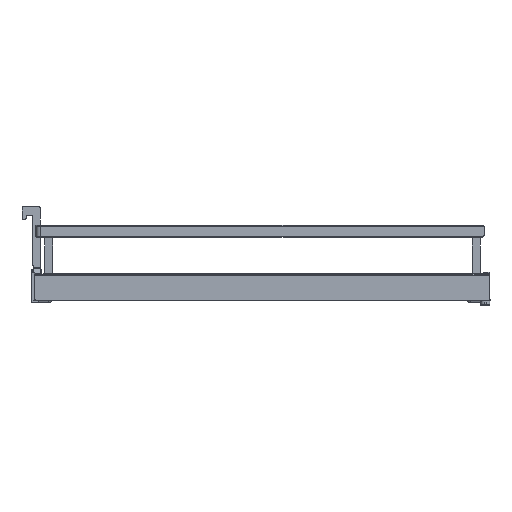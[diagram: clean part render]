
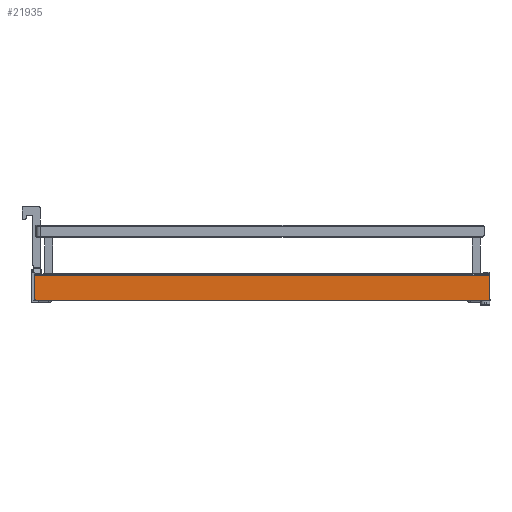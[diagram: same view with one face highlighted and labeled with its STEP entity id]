
A CAD part, left-side view. The second image highlights one B-rep face of the part: STEP entity #21935.
In plain terms, the highlighted planar face has unit normal (-1, 0, 0).
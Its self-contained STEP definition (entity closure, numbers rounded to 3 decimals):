
#1007=CIRCLE('',#23547,0.5);
#1009=CIRCLE('',#23551,0.5);
#1014=CIRCLE('',#23563,0.5);
#1021=CIRCLE('',#23580,0.5);
#2498=FACE_OUTER_BOUND('',#3710,.T.);
#3710=EDGE_LOOP('',(#18407,#18408,#18409,#18410,#18411,#18412,#18413,#18414,
#18415,#18416,#18417,#18418,#18419,#18420,#18421,#18422,#18423,#18424,#18425,
#18426,#18427,#18428));
#5495=LINE('',#60935,#7636);
#5603=LINE('',#61459,#7744);
#5612=LINE('',#61626,#7753);
#5613=LINE('',#61629,#7754);
#5617=LINE('',#61641,#7758);
#5622=LINE('',#61655,#7763);
#5644=LINE('',#61754,#7785);
#5647=LINE('',#61760,#7788);
#5651=LINE('',#61772,#7792);
#5685=LINE('',#62017,#7826);
#5721=LINE('',#62104,#7862);
#5723=LINE('',#62108,#7864);
#5739=LINE('',#62273,#7880);
#5761=LINE('',#62428,#7902);
#5783=LINE('',#62804,#7924);
#5784=LINE('',#62805,#7925);
#5785=LINE('',#62807,#7926);
#5786=LINE('',#62808,#7927);
#7636=VECTOR('',#28239,1.);
#7744=VECTOR('',#28501,1.);
#7753=VECTOR('',#28520,1.);
#7754=VECTOR('',#28523,1.);
#7758=VECTOR('',#28535,1.);
#7763=VECTOR('',#28548,1.);
#7785=VECTOR('',#28584,1.);
#7788=VECTOR('',#28589,1.);
#7792=VECTOR('',#28601,1.);
#7826=VECTOR('',#28677,1.);
#7862=VECTOR('',#28777,1.);
#7864=VECTOR('',#28781,1.);
#7880=VECTOR('',#28815,1.);
#7902=VECTOR('',#28849,1.);
#7924=VECTOR('',#28893,1.);
#7925=VECTOR('',#28894,1.);
#7926=VECTOR('',#28895,1.);
#7927=VECTOR('',#28896,1.);
#9572=VERTEX_POINT('',#60933);
#9573=VERTEX_POINT('',#60934);
#9647=VERTEX_POINT('',#61441);
#9648=VERTEX_POINT('',#61458);
#9660=VERTEX_POINT('',#61624);
#9661=VERTEX_POINT('',#61628);
#9663=VERTEX_POINT('',#61634);
#9665=VERTEX_POINT('',#61640);
#9667=VERTEX_POINT('',#61646);
#9669=VERTEX_POINT('',#61652);
#9691=VERTEX_POINT('',#61753);
#9693=VERTEX_POINT('',#61759);
#9695=VERTEX_POINT('',#61765);
#9697=VERTEX_POINT('',#61771);
#9727=VERTEX_POINT('',#61967);
#9734=VERTEX_POINT('',#62016);
#9753=VERTEX_POINT('',#62103);
#9754=VERTEX_POINT('',#62107);
#9764=VERTEX_POINT('',#62272);
#9795=VERTEX_POINT('',#62802);
#9796=VERTEX_POINT('',#62803);
#9797=VERTEX_POINT('',#62806);
#12318=EDGE_CURVE('',#9572,#9573,#5495,.T.);
#12455=EDGE_CURVE('',#9648,#9647,#5603,.T.);
#12471=EDGE_CURVE('',#9573,#9660,#5612,.T.);
#12472=EDGE_CURVE('',#9660,#9661,#5613,.T.);
#12475=EDGE_CURVE('',#9661,#9663,#1007,.T.);
#12478=EDGE_CURVE('',#9663,#9665,#5617,.T.);
#12481=EDGE_CURVE('',#9665,#9667,#1009,.T.);
#12485=EDGE_CURVE('',#9667,#9669,#5622,.T.);
#12510=EDGE_CURVE('',#9691,#9648,#5644,.T.);
#12513=EDGE_CURVE('',#9693,#9691,#5647,.T.);
#12516=EDGE_CURVE('',#9695,#9693,#1014,.T.);
#12519=EDGE_CURVE('',#9697,#9695,#5651,.T.);
#12559=EDGE_CURVE('',#9727,#9697,#1021,.T.);
#12570=EDGE_CURVE('',#9734,#9572,#5685,.T.);
#12614=EDGE_CURVE('',#9753,#9727,#5721,.T.);
#12616=EDGE_CURVE('',#9754,#9734,#5723,.T.);
#12637=EDGE_CURVE('',#9764,#9754,#5739,.T.);
#12662=EDGE_CURVE('',#9669,#9753,#5761,.T.);
#12695=EDGE_CURVE('',#9795,#9796,#5783,.T.);
#12696=EDGE_CURVE('',#9764,#9796,#5784,.T.);
#12697=EDGE_CURVE('',#9647,#9797,#5785,.T.);
#12698=EDGE_CURVE('',#9797,#9795,#5786,.T.);
#18407=ORIENTED_EDGE('',*,*,#12695,.T.);
#18408=ORIENTED_EDGE('',*,*,#12696,.F.);
#18409=ORIENTED_EDGE('',*,*,#12637,.T.);
#18410=ORIENTED_EDGE('',*,*,#12616,.T.);
#18411=ORIENTED_EDGE('',*,*,#12570,.T.);
#18412=ORIENTED_EDGE('',*,*,#12318,.T.);
#18413=ORIENTED_EDGE('',*,*,#12471,.T.);
#18414=ORIENTED_EDGE('',*,*,#12472,.T.);
#18415=ORIENTED_EDGE('',*,*,#12475,.T.);
#18416=ORIENTED_EDGE('',*,*,#12478,.T.);
#18417=ORIENTED_EDGE('',*,*,#12481,.T.);
#18418=ORIENTED_EDGE('',*,*,#12485,.T.);
#18419=ORIENTED_EDGE('',*,*,#12662,.T.);
#18420=ORIENTED_EDGE('',*,*,#12614,.T.);
#18421=ORIENTED_EDGE('',*,*,#12559,.T.);
#18422=ORIENTED_EDGE('',*,*,#12519,.T.);
#18423=ORIENTED_EDGE('',*,*,#12516,.T.);
#18424=ORIENTED_EDGE('',*,*,#12513,.T.);
#18425=ORIENTED_EDGE('',*,*,#12510,.T.);
#18426=ORIENTED_EDGE('',*,*,#12455,.T.);
#18427=ORIENTED_EDGE('',*,*,#12697,.T.);
#18428=ORIENTED_EDGE('',*,*,#12698,.T.);
#19553=PLANE('',#23645);
#21935=ADVANCED_FACE('',(#2498),#19553,.F.);
#23547=AXIS2_PLACEMENT_3D('',#61635,#28528,#28529);
#23551=AXIS2_PLACEMENT_3D('',#61647,#28540,#28541);
#23563=AXIS2_PLACEMENT_3D('',#61766,#28594,#28595);
#23580=AXIS2_PLACEMENT_3D('',#61968,#28658,#28659);
#23645=AXIS2_PLACEMENT_3D('',#62801,#28891,#28892);
#28239=DIRECTION('',(0.,0.,-1.));
#28501=DIRECTION('',(0.,0.,1.));
#28520=DIRECTION('',(0.,-0.323,-0.946));
#28523=DIRECTION('',(0.,-0.174,-0.985));
#28528=DIRECTION('center_axis',(-1.,0.,0.));
#28529=DIRECTION('ref_axis',(0.,0.985,-0.174));
#28535=DIRECTION('',(0.,-1.,0.));
#28540=DIRECTION('center_axis',(1.,0.,0.));
#28541=DIRECTION('ref_axis',(0.,0.,
1.));
#28548=DIRECTION('',(0.,-0.707,-0.707));
#28584=DIRECTION('',(0.,-0.323,0.946));
#28589=DIRECTION('',(0.,-0.174,0.985));
#28594=DIRECTION('center_axis',(-1.,0.,0.));
#28595=DIRECTION('ref_axis',(0.,0.,
-1.));
#28601=DIRECTION('',(0.,-1.,0.));
#28658=DIRECTION('center_axis',(1.,0.,0.));
#28659=DIRECTION('ref_axis',(0.,0.707,0.707));
#28677=DIRECTION('',(0.,0.302,-0.953));
#28777=DIRECTION('',(0.,-0.707,0.707));
#28781=DIRECTION('',(0.,0.13,-0.991));
#28815=DIRECTION('',(0.,0.141,-0.99));
#28849=DIRECTION('',(0.,-1.,0.));
#28891=DIRECTION('center_axis',(1.,0.,0.));
#28892=DIRECTION('ref_axis',(0.,0.,1.));
#28893=DIRECTION('',(0.,0.141,0.99));
#28894=DIRECTION('',(0.,-1.,0.));
#28895=DIRECTION('',(0.,0.302,0.953));
#28896=DIRECTION('',(0.,0.13,0.991));
#60933=CARTESIAN_POINT('',(-125.,459.75,122.693));
#60934=CARTESIAN_POINT('',(-125.,459.75,98.572));
#60935=CARTESIAN_POINT('',(-125.,459.75,122.693));
#61441=CARTESIAN_POINT('',(-125.,10.258,122.693));
#61458=CARTESIAN_POINT('',(-125.,10.258,98.572));
#61459=CARTESIAN_POINT('',(-125.,10.258,98.572));
#61624=CARTESIAN_POINT('',(-125.,459.735,98.529));
#61626=CARTESIAN_POINT('',(-125.,459.75,98.572));
#61628=CARTESIAN_POINT('',(-125.,459.724,98.466));
#61629=CARTESIAN_POINT('',(-125.,459.735,98.529));
#61634=CARTESIAN_POINT('',(-125.,459.232,98.053));
#61635=CARTESIAN_POINT('Origin',(-125.,459.232,98.553));
#61640=CARTESIAN_POINT('',(-125.,458.633,98.053));
#61641=CARTESIAN_POINT('',(-125.,459.232,98.053));
#61646=CARTESIAN_POINT('',(-125.,458.279,97.906));
#61647=CARTESIAN_POINT('Origin',(-125.,458.633,97.553));
#61652=CARTESIAN_POINT('',(-125.,458.183,97.81));
#61655=CARTESIAN_POINT('',(-125.,458.279,97.906));
#61753=CARTESIAN_POINT('',(-125.,10.273,98.529));
#61754=CARTESIAN_POINT('',(-125.,10.273,98.529));
#61759=CARTESIAN_POINT('',(-125.,10.284,98.466));
#61760=CARTESIAN_POINT('',(-125.,10.284,98.466));
#61765=CARTESIAN_POINT('',(-125.,10.777,98.053));
#61766=CARTESIAN_POINT('Origin',(-125.,10.777,98.553));
#61771=CARTESIAN_POINT('',(-125.,11.375,98.053));
#61772=CARTESIAN_POINT('',(-125.,11.375,98.053));
#61967=CARTESIAN_POINT('',(-125.,11.729,97.906));
#61968=CARTESIAN_POINT('Origin',(-125.,11.375,97.553));
#62016=CARTESIAN_POINT('',(-125.,459.734,122.743));
#62017=CARTESIAN_POINT('',(-125.,459.734,122.743));
#62103=CARTESIAN_POINT('',(-125.,11.825,97.81));
#62104=CARTESIAN_POINT('',(-125.,11.825,97.81));
#62107=CARTESIAN_POINT('',(-125.,459.704,122.974));
#62108=CARTESIAN_POINT('',(-125.,459.704,122.974));
#62272=CARTESIAN_POINT('',(-125.,459.699,123.008));
#62273=CARTESIAN_POINT('',(-125.,459.699,123.008));
#62428=CARTESIAN_POINT('',(-125.,458.183,97.81));
#62801=CARTESIAN_POINT('Origin',(-125.,459.75,97.81));
#62802=CARTESIAN_POINT('',(-125.,10.304,122.974));
#62803=CARTESIAN_POINT('',(-125.,10.309,123.008));
#62804=CARTESIAN_POINT('',(-125.,10.304,122.974));
#62805=CARTESIAN_POINT('',(-125.,459.699,123.008));
#62806=CARTESIAN_POINT('',(-125.,10.274,122.743));
#62807=CARTESIAN_POINT('',(-125.,10.258,122.693));
#62808=CARTESIAN_POINT('',(-125.,10.274,122.743));
